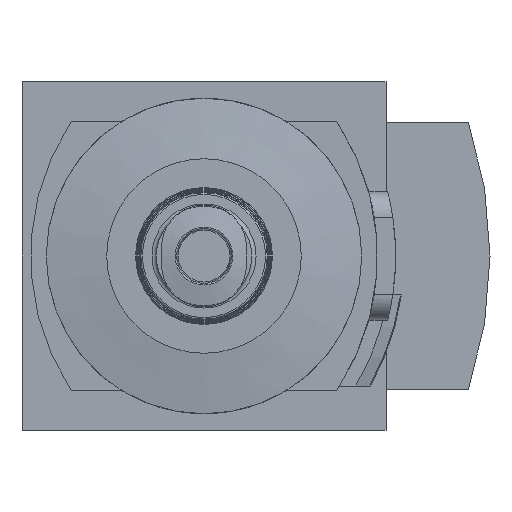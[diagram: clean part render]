
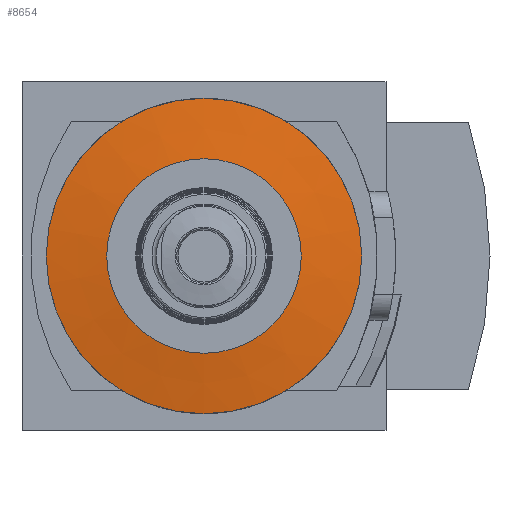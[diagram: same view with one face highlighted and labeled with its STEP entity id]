
A CAD part, front view. The second image highlights one B-rep face of the part: STEP entity #8654.
In plain terms, the highlighted conical face has half-angle 82 degrees and reference radius 18.2 mm.
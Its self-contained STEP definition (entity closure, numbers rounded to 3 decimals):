
#84=CONICAL_SURFACE('',#9157,18.2,1.431);
#2549=ORIENTED_EDGE('',*,*,#4003,.F.);
#2550=ORIENTED_EDGE('',*,*,#4008,.T.);
#4003=EDGE_CURVE('',#4745,#4745,#5010,.T.);
#4008=EDGE_CURVE('',#4750,#4750,#5013,.T.);
#4745=VERTEX_POINT('',#12620);
#4750=VERTEX_POINT('',#12632);
#5010=CIRCLE('',#9153,11.227);
#5013=CIRCLE('',#9158,18.2);
#5253=EDGE_LOOP('',(#2549));
#5254=EDGE_LOOP('',(#2550));
#5676=FACE_BOUND('',#5253,.T.);
#5677=FACE_BOUND('',#5254,.T.);
#8654=ADVANCED_FACE('',(#5676,#5677),#84,.T.);
#9153=AXIS2_PLACEMENT_3D('',#12619,#10410,#10411);
#9157=AXIS2_PLACEMENT_3D('',#12630,#10420,#10421);
#9158=AXIS2_PLACEMENT_3D('',#12631,#10422,#10423);
#10410=DIRECTION('',(0.,-1.,0.));
#10411=DIRECTION('',(0.,0.,-1.));
#10420=DIRECTION('',(0.,1.,0.));
#10421=DIRECTION('',(0.,0.,1.));
#10422=DIRECTION('',(0.,-1.,0.));
#10423=DIRECTION('',(0.,0.,-1.));
#12619=CARTESIAN_POINT('',(0.,-131.,0.));
#12620=CARTESIAN_POINT('',(0.,-131.,-11.227));
#12630=CARTESIAN_POINT('',(0.,-130.02,0.));
#12631=CARTESIAN_POINT('',(0.,-130.02,0.));
#12632=CARTESIAN_POINT('',(0.,-130.02,-18.2));
